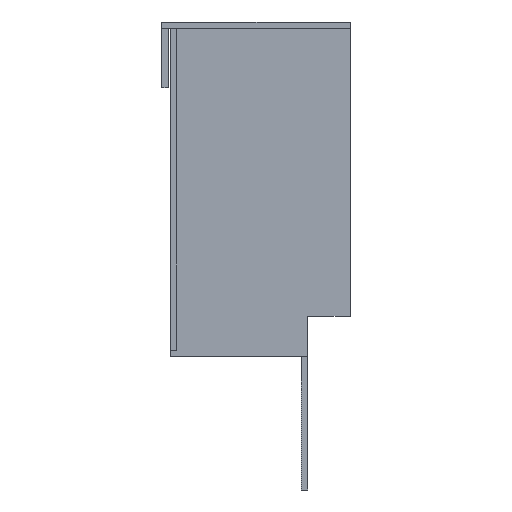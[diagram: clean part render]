
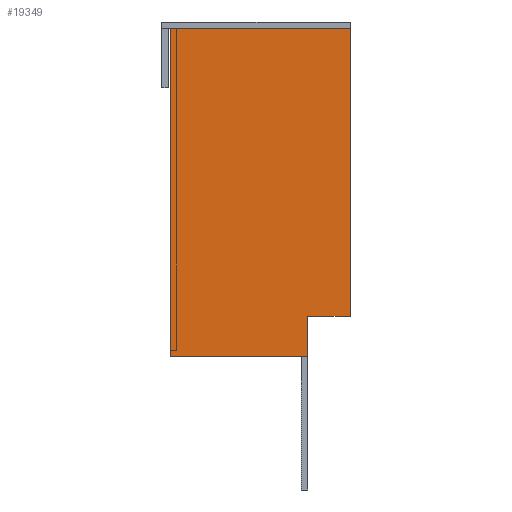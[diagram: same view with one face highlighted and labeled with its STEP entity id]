
A CAD part, left-side view. The second image highlights one B-rep face of the part: STEP entity #19349.
In plain terms, the highlighted planar face has unit normal (-1, 0, 0).
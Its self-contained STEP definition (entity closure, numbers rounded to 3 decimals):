
#313 = FACE_OUTER_BOUND ( 'NONE', #19946, .T. ) ;
#3798 = VECTOR ( 'NONE', #12260, 1000. ) ;
#4787 = DIRECTION ( 'NONE',  ( 0., -1., 0. ) ) ;
#5675 = LINE ( 'NONE', #27928, #8483 ) ;
#5879 = LINE ( 'NONE', #17137, #25643 ) ;
#6441 = DIRECTION ( 'NONE',  ( 0., 1., 0. ) ) ;
#6564 = DIRECTION ( 'NONE',  ( 0., 0., -1. ) ) ;
#8483 = VECTOR ( 'NONE', #6441, 1000. ) ;
#8710 = PLANE ( 'NONE',  #38744 ) ;
#10017 = LINE ( 'NONE', #22435, #26437 ) ;
#11701 = CARTESIAN_POINT ( 'NONE',  ( -224.3, -12.225, -77.5 ) ) ;
#11850 = ORIENTED_EDGE ( 'NONE', *, *, #46689, .F. ) ;
#12260 = DIRECTION ( 'NONE',  ( 0., 0., 1. ) ) ;
#14362 = CARTESIAN_POINT ( 'NONE',  ( -224.3, -22.225, 0. ) ) ;
#15076 = LINE ( 'NONE', #41051, #3798 ) ;
#15140 = EDGE_CURVE ( 'NONE', #32601, #33798, #10017, .T. ) ;
#15362 = EDGE_CURVE ( 'NONE', #27449, #40920, #21886, .T. ) ;
#15790 = LINE ( 'NONE', #26130, #35584 ) ;
#16904 = DIRECTION ( 'NONE',  ( 0., 1., 0. ) ) ;
#17137 = CARTESIAN_POINT ( 'NONE',  ( -224.3, -12.225, -68. ) ) ;
#17571 = VERTEX_POINT ( 'NONE', #20122 ) ;
#17753 = ORIENTED_EDGE ( 'NONE', *, *, #15362, .F. ) ;
#19349 = ADVANCED_FACE ( 'NONE', ( #313 ), #8710, .T. ) ;
#19946 = EDGE_LOOP ( 'NONE', ( #42491, #11850, #17753, #33255, #33013, #20975 ) ) ;
#20122 = CARTESIAN_POINT ( 'NONE',  ( -224.3, 20.225, 0. ) ) ;
#20975 = ORIENTED_EDGE ( 'NONE', *, *, #15140, .F. ) ;
#21886 = LINE ( 'NONE', #24176, #33738 ) ;
#22435 = CARTESIAN_POINT ( 'NONE',  ( -224.3, -22.225, 0. ) ) ;
#22757 = DIRECTION ( 'NONE',  ( 0., 0., -1. ) ) ;
#24176 = CARTESIAN_POINT ( 'NONE',  ( -224.3, 20.225, -77.5 ) ) ;
#25643 = VECTOR ( 'NONE', #6564, 1000. ) ;
#26130 = CARTESIAN_POINT ( 'NONE',  ( -224.3, 20.225, 0. ) ) ;
#26437 = VECTOR ( 'NONE', #22757, 1000. ) ;
#27449 = VERTEX_POINT ( 'NONE', #11701 ) ;
#27821 = VERTEX_POINT ( 'NONE', #39181 ) ;
#27928 = CARTESIAN_POINT ( 'NONE',  ( -224.3, -22.225, -68. ) ) ;
#30505 = DIRECTION ( 'NONE',  ( 0., 0., -1. ) ) ;
#31852 = CARTESIAN_POINT ( 'NONE',  ( -224.3, -22.225, -68. ) ) ;
#32601 = VERTEX_POINT ( 'NONE', #14362 ) ;
#33013 = ORIENTED_EDGE ( 'NONE', *, *, #35455, .F. ) ;
#33255 = ORIENTED_EDGE ( 'NONE', *, *, #39646, .F. ) ;
#33738 = VECTOR ( 'NONE', #16904, 1000. ) ;
#33798 = VERTEX_POINT ( 'NONE', #31852 ) ;
#35455 = EDGE_CURVE ( 'NONE', #33798, #27821, #5675, .T. ) ;
#35584 = VECTOR ( 'NONE', #4787, 1000. ) ;
#38744 = AXIS2_PLACEMENT_3D ( 'NONE', #41076, #44726, #30505 ) ;
#39181 = CARTESIAN_POINT ( 'NONE',  ( -224.3, -12.225, -68. ) ) ;
#39646 = EDGE_CURVE ( 'NONE', #27821, #27449, #5879, .T. ) ;
#39910 = CARTESIAN_POINT ( 'NONE',  ( -224.3, 20.225, -77.5 ) ) ;
#40920 = VERTEX_POINT ( 'NONE', #39910 ) ;
#41051 = CARTESIAN_POINT ( 'NONE',  ( -224.3, 20.225, 0. ) ) ;
#41076 = CARTESIAN_POINT ( 'NONE',  ( -224.3, 0., 0. ) ) ;
#41667 = EDGE_CURVE ( 'NONE', #17571, #32601, #15790, .T. ) ;
#42491 = ORIENTED_EDGE ( 'NONE', *, *, #41667, .F. ) ;
#44726 = DIRECTION ( 'NONE',  ( -1., 0., 0. ) ) ;
#46689 = EDGE_CURVE ( 'NONE', #40920, #17571, #15076, .T. ) ;
